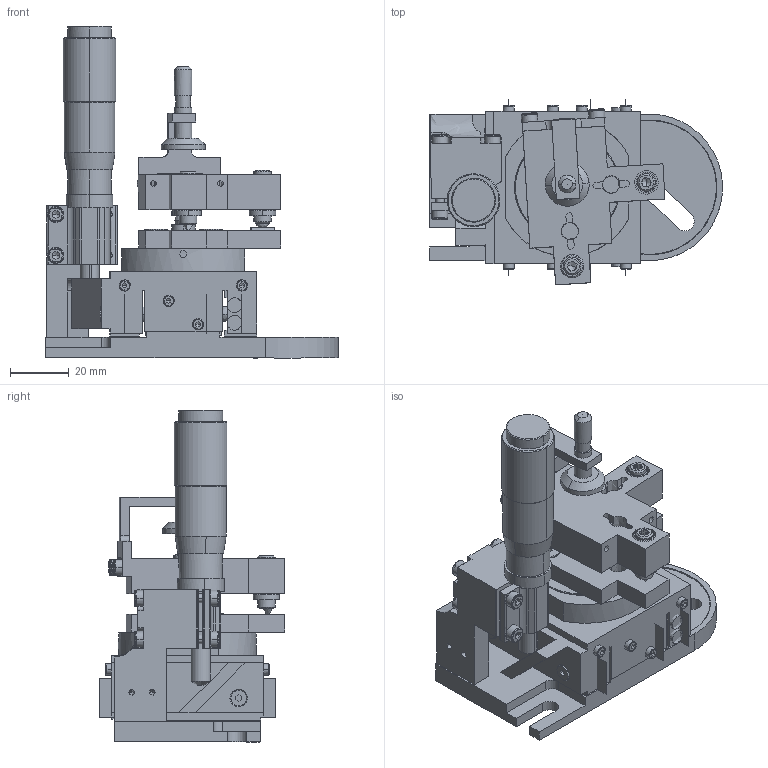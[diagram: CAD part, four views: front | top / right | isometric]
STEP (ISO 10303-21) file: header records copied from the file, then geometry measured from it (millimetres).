
FILE_DESCRIPTION(/* description */ (''),/* implementation_level */ '2;1');
FILE_NAME(/* name */ '02-MSP~1',/* time_stamp */ '2021-12-20T17:24:04+03:00',/* author */ (''),/* organization */ (''),/* preprocessor_version */ 'ST-DEVELOPER v15',/* originating_system */ '',/* authorisation */ '');
FILE_SCHEMA (('AUTOMOTIVE_DESIGN'));
Products named in the file (3): Document; Block 03; Block 01
Assembly tree (2 placements, depth 2):
  Document
    Block 03
    Block 01
Bounding box: 99.97 x 63.43 x 113.27 mm (x, y, z)
Volume: 782.1 mm3; surface area: 66673.1 mm2
Topology: 23 solids, 63 shells, 1265 faces, 3587 edges, 2332 vertices
Faces by surface type: bspline 1265
Entity records: 93723 total; most frequent: CARTESIAN_POINT 51306, B_SPLINE_CURVE_WITH_KNOTS 7643, ORIENTED_EDGE 6669, PCURVE 6669, DEFINITIONAL_REPRESENTATION 6669, SURFACE_CURVE 3475, EDGE_CURVE 3475, VERTEX_POINT 2336
